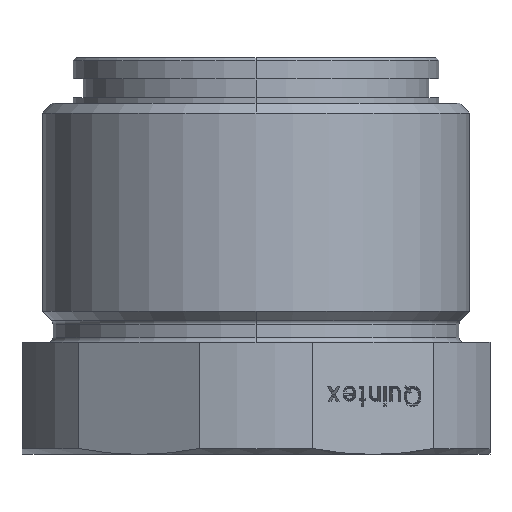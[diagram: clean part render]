
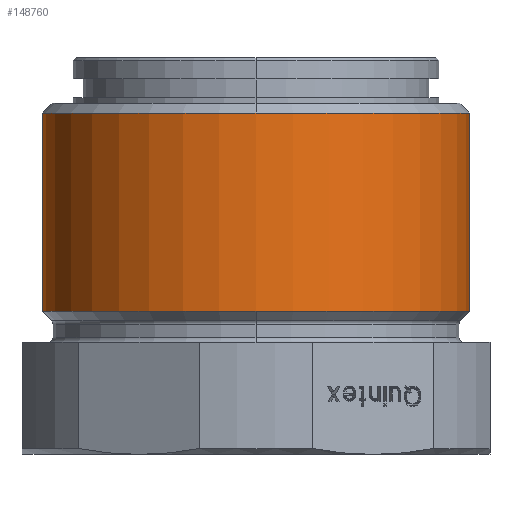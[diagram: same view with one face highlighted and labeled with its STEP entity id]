
A CAD part, left-side view. The second image highlights one B-rep face of the part: STEP entity #148760.
In plain terms, the highlighted cylindrical face has radius 21 mm (diameter 42 mm), a partial arc.
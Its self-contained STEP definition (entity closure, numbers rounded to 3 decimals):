
#146190=CARTESIAN_POINT('',(47.,47.,-1.45));
#146200=DIRECTION('',(0.,0.,-1.));
#146210=DIRECTION('',(-1.,0.,0.));
#146220=AXIS2_PLACEMENT_3D('',#146190,#146200,#146210);
#146230=CIRCLE('',#146220,21.);
#146240=CARTESIAN_POINT('',(47.,68.,-1.45));
#146250=VERTEX_POINT('',#146240);
#146300=CARTESIAN_POINT('',(47.,68.,-27.));
#146310=DIRECTION('',(0.,0.,-1.));
#146320=VECTOR('',#146310,1.);
#146330=LINE('',#146300,#146320);
#146340=CARTESIAN_POINT('',(47.,68.,-20.95));
#146350=VERTEX_POINT('',#146340);
#146360=EDGE_CURVE('',#146250,#146350,#146330,.T.);
#146380=CARTESIAN_POINT('',(47.,47.,-20.95));
#146390=DIRECTION('',(0.,0.,-1.));
#146400=DIRECTION('',(-1.,0.,0.));
#146410=AXIS2_PLACEMENT_3D('',#146380,#146390,#146400);
#146420=CIRCLE('',#146410,21.);
#146470=CARTESIAN_POINT('',(47.,26.,-20.95));
#146480=VERTEX_POINT('598403-1398405301-94de80b037bf-0 154556',#146470);
#146510=CARTESIAN_POINT('',(47.,26.,-27.));
#146520=DIRECTION('',(0.,0.,-1.));
#146530=VECTOR('',#146520,1.);
#146540=LINE('',#146510,#146530);
#146550=CARTESIAN_POINT('',(47.,26.,-1.45));
#146560=VERTEX_POINT('598403-1398405301-94de80b037bf-0 448554',#146550);
#146570=EDGE_CURVE('',#146560,#146480,#146540,.T.);
#147780=CARTESIAN_POINT('',(26.,47.,-20.95));
#147790=VERTEX_POINT('',#147780);
#147820=EDGE_CURVE('598403-1398405301-94de80b037bf-0 153774',#146480,
#147790,#146420,.T.);
#148000=CARTESIAN_POINT('',(26.,47.,-1.45));
#148010=VERTEX_POINT('',#148000);
#148020=EDGE_CURVE('598403-1398405301-94de80b037bf-0 456549',#146560,
#148010,#146230,.T.);
#148430=EDGE_CURVE('598403-1398405301-94de80b037bf-0 153774',#147790,
#146350,#146420,.T.);
#148560=EDGE_CURVE('598403-1398405301-94de80b037bf-0 456549',#148010,
#146250,#146230,.T.);
#148630=CARTESIAN_POINT('',(47.,47.,-27.));
#148640=DIRECTION('',(0.,0.,-1.));
#148650=DIRECTION('',(0.,-1.,0.));
#148660=AXIS2_PLACEMENT_3D('',#148630,#148640,#148650);
#148670=CYLINDRICAL_SURFACE('',#148660,21.);
#148680=ORIENTED_EDGE('',*,*,#147820,.F.);
#148690=ORIENTED_EDGE('',*,*,#148430,.F.);
#148700=ORIENTED_EDGE('',*,*,#146360,.T.);
#148710=ORIENTED_EDGE('',*,*,#148560,.T.);
#148720=ORIENTED_EDGE('',*,*,#148020,.T.);
#148730=ORIENTED_EDGE('',*,*,#146570,.F.);
#148740=EDGE_LOOP('',(#148730,#148720,#148710,#148700,#148690,#148680));
#148750=FACE_OUTER_BOUND('',#148740,.T.);
#148760=ADVANCED_FACE('484373-1176476623-15c55b27c6-0 367558',(#148750),
#148670,.T.);
